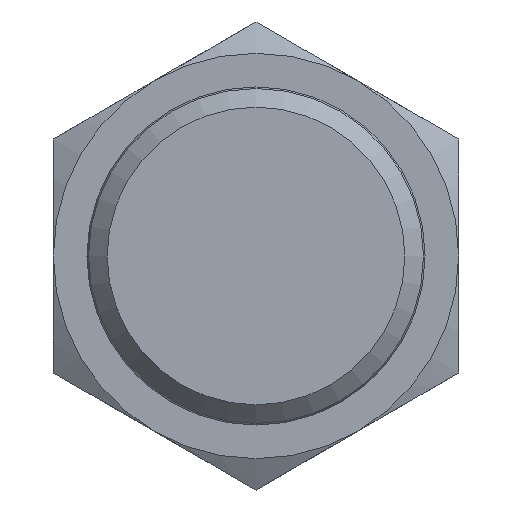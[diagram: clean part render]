
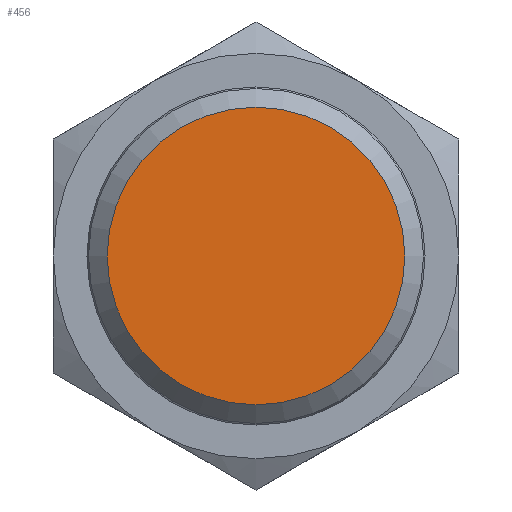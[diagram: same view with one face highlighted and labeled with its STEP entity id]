
A CAD part, front view. The second image highlights one B-rep face of the part: STEP entity #456.
In plain terms, the highlighted planar face has unit normal (0, -1, 0).
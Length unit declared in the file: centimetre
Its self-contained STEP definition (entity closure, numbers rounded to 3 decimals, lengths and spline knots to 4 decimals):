
#37=PLANE('',#514);
#120=FACE_OUTER_BOUND('',#164,.T.);
#164=EDGE_LOOP('',(#386));
#178=CIRCLE('',#486,1.175);
#208=VERTEX_POINT('',#718);
#250=EDGE_CURVE('',#208,#208,#178,.T.);
#386=ORIENTED_EDGE('',*,*,#250,.T.);
#456=ADVANCED_FACE('',(#120),#37,.F.);
#486=AXIS2_PLACEMENT_3D('',#719,#571,#572);
#514=AXIS2_PLACEMENT_3D('',#805,#633,#634);
#571=DIRECTION('center_axis',(0.,-1.,0.));
#572=DIRECTION('ref_axis',(0.,0.,-1.));
#633=DIRECTION('center_axis',(0.,1.,0.));
#634=DIRECTION('ref_axis',(-1.,0.,0.));
#718=CARTESIAN_POINT('',(0.,0.,-1.175));
#719=CARTESIAN_POINT('Origin',(0.,0.,0.));
#805=CARTESIAN_POINT('Origin',(0.,0.,
0.));
